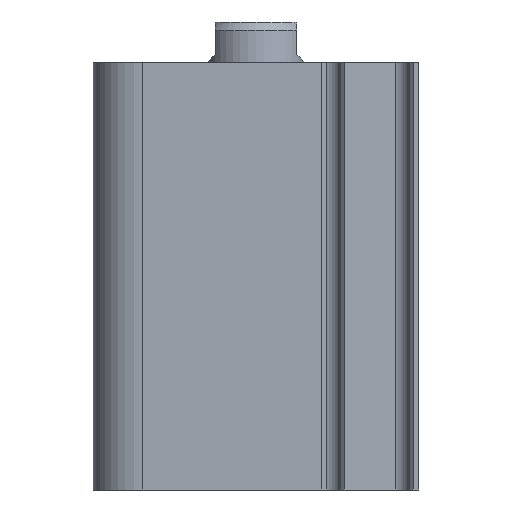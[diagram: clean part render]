
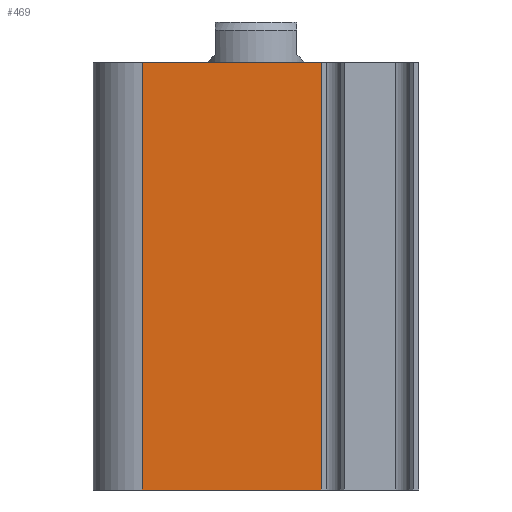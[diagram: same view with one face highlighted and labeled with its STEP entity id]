
A CAD part, front view. The second image highlights one B-rep face of the part: STEP entity #469.
In plain terms, the highlighted planar face has unit normal (0, -1, 0).
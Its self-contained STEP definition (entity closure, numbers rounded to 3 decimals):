
#469=ADVANCED_FACE('',(#937),#938,.F.);
#937=FACE_OUTER_BOUND('',#1408,.T.);
#938=PLANE('',#1409);
#1408=EDGE_LOOP('',(#2528,#2529,#2530,#2531));
#1409=AXIS2_PLACEMENT_3D('',#2532,#2533,#2534);
#2528=ORIENTED_EDGE('',*,*,#2945,.F.);
#2529=ORIENTED_EDGE('',*,*,#3093,.T.);
#2530=ORIENTED_EDGE('',*,*,#3025,.F.);
#2531=ORIENTED_EDGE('',*,*,#3198,.T.);
#2532=CARTESIAN_POINT('',(-14.0,-20.0,82.819));
#2533=DIRECTION('',(-0.0,1.0,0.0));
#2534=DIRECTION('',(1.0,0.0,0.0));
#2945=EDGE_CURVE('',#3511,#3513,#3514,.T.);
#3025=EDGE_CURVE('',#3670,#3598,#3672,.T.);
#3093=EDGE_CURVE('',#3511,#3598,#3772,.T.);
#3198=EDGE_CURVE('',#3670,#3513,#3907,.T.);
#3511=VERTEX_POINT('',#4330);
#3513=VERTEX_POINT('',#4333);
#3514=LINE('',#4334,#4335);
#3598=VERTEX_POINT('',#4440);
#3670=VERTEX_POINT('',#4535);
#3672=LINE('',#4537,#4538);
#3772=LINE('',#4664,#4665);
#3907=LINE('',#4836,#4837);
#4330=CARTESIAN_POINT('',(8.001,-20.0,-26.25));
#4333=CARTESIAN_POINT('',(-14.0,-20.0,-26.25));
#4334=CARTESIAN_POINT('',(-14.0,-20.0,-26.25));
#4335=VECTOR('',#5160,1.0);
#4440=CARTESIAN_POINT('',(8.001,-20.0,26.25));
#4535=CARTESIAN_POINT('',(-14.0,-20.0,26.25));
#4537=CARTESIAN_POINT('',(-14.0,-20.0,26.25));
#4538=VECTOR('',#5307,1.0);
#4664=CARTESIAN_POINT('',(8.001,-20.0,82.819));
#4665=VECTOR('',#5406,1.0);
#4836=CARTESIAN_POINT('',(-14.0,-20.0,82.819));
#4837=VECTOR('',#5533,1.0);
#5160=DIRECTION('',(-1.0,0.0,0.0));
#5307=DIRECTION('',(1.0,0.0,0.0));
#5406=DIRECTION('',(0.0,0.0,1.0));
#5533=DIRECTION('',(0.0,0.0,-1.0));
